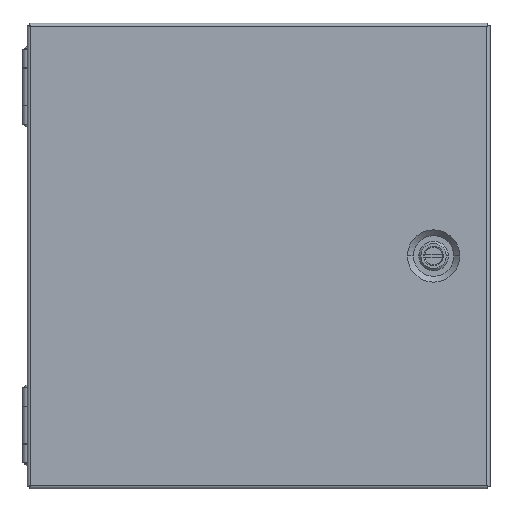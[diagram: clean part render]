
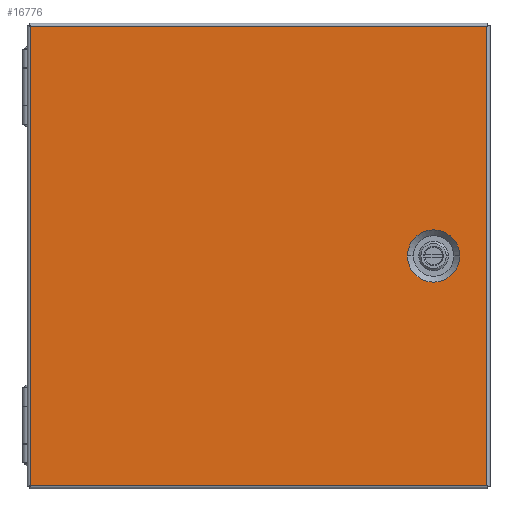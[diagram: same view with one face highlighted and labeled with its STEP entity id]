
A CAD part, top view. The second image highlights one B-rep face of the part: STEP entity #16776.
In plain terms, the highlighted planar face has unit normal (0, 0, 1).
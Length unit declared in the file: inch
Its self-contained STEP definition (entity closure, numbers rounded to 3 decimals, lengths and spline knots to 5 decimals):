
#205 = CARTESIAN_POINT ( 'NONE',  ( 6.0425, 6.1045, 4.118 ) ) ;
#1874 = CIRCLE ( 'NONE', #5874, 0.69489 ) ;
#2107 = DIRECTION ( 'NONE',  ( 1., 0., 0. ) ) ;
#2293 = EDGE_CURVE ( 'NONE', #17202, #13454, #1874, .T. ) ;
#2466 = CARTESIAN_POINT ( 'NONE',  ( 6.0425, -6.1035, 4.118 ) ) ;
#2569 = FACE_OUTER_BOUND ( 'NONE', #17266, .T. ) ;
#3079 = CIRCLE ( 'NONE', #4895, 0.69489 ) ;
#4664 = CARTESIAN_POINT ( 'NONE',  ( -6.0855, 6.1045, 4.118 ) ) ;
#4822 = CARTESIAN_POINT ( 'NONE',  ( 5.32339, 0.0005, 4.118 ) ) ;
#4895 = AXIS2_PLACEMENT_3D ( 'NONE', #8877, #15756, #2107 ) ;
#4999 = LINE ( 'NONE', #11523, #5619 ) ;
#5619 = VECTOR ( 'NONE', #13672, 39.37008 ) ;
#5874 = AXIS2_PLACEMENT_3D ( 'NONE', #6286, #16644, #20036 ) ;
#6286 = CARTESIAN_POINT ( 'NONE',  ( 4.6285, 0.0005, 4.118 ) ) ;
#6372 = ORIENTED_EDGE ( 'NONE', *, *, #20842, .T. ) ;
#7689 = EDGE_CURVE ( 'NONE', #18166, #17196, #10287, .T. ) ;
#8305 = EDGE_LOOP ( 'NONE', ( #21078, #14739 ) ) ;
#8606 = CARTESIAN_POINT ( 'NONE',  ( -6.0855, -6.1035, 4.118 ) ) ;
#8877 = CARTESIAN_POINT ( 'NONE',  ( 4.6285, 0.0005, 4.118 ) ) ;
#9391 = DIRECTION ( 'NONE',  ( 1., 0., 0. ) ) ;
#10287 = LINE ( 'NONE', #8606, #13139 ) ;
#10612 = AXIS2_PLACEMENT_3D ( 'NONE', #2466, #11239, #19818 ) ;
#11239 = DIRECTION ( 'NONE',  ( 0., 0., 1. ) ) ;
#11523 = CARTESIAN_POINT ( 'NONE',  ( 6.0425, 6.1045, 4.118 ) ) ;
#11918 = VERTEX_POINT ( 'NONE', #15668 ) ;
#12166 = VECTOR ( 'NONE', #9391, 39.37008 ) ;
#12563 = LINE ( 'NONE', #17857, #12166 ) ;
#12840 = EDGE_CURVE ( 'NONE', #11918, #18680, #16038, .T. ) ;
#13011 = ORIENTED_EDGE ( 'NONE', *, *, #15504, .T. ) ;
#13139 = VECTOR ( 'NONE', #14010, 39.37008 ) ;
#13454 = VERTEX_POINT ( 'NONE', #14158 ) ;
#13672 = DIRECTION ( 'NONE',  ( -1., 0., 0. ) ) ;
#14010 = DIRECTION ( 'NONE',  ( 0., -1., 0. ) ) ;
#14158 = CARTESIAN_POINT ( 'NONE',  ( 3.93361, 0.0005, 4.118 ) ) ;
#14343 = CARTESIAN_POINT ( 'NONE',  ( 6.0425, -6.1035, 4.118 ) ) ;
#14739 = ORIENTED_EDGE ( 'NONE', *, *, #16025, .T. ) ;
#15504 = EDGE_CURVE ( 'NONE', #18680, #18166, #4999, .T. ) ;
#15668 = CARTESIAN_POINT ( 'NONE',  ( 6.0425, -6.1035, 4.118 ) ) ;
#15756 = DIRECTION ( 'NONE',  ( 0., 0., -1. ) ) ;
#16025 = EDGE_CURVE ( 'NONE', #13454, #17202, #3079, .T. ) ;
#16038 = LINE ( 'NONE', #14343, #18542 ) ;
#16325 = PLANE ( 'NONE',  #10612 ) ;
#16644 = DIRECTION ( 'NONE',  ( 0., 0., -1. ) ) ;
#16744 = ORIENTED_EDGE ( 'NONE', *, *, #12840, .T. ) ;
#16776 = ADVANCED_FACE ( 'NONE', ( #21288, #2569 ), #16325, .T. ) ;
#17196 = VERTEX_POINT ( 'NONE', #18797 ) ;
#17202 = VERTEX_POINT ( 'NONE', #4822 ) ;
#17266 = EDGE_LOOP ( 'NONE', ( #13011, #20257, #6372, #16744 ) ) ;
#17857 = CARTESIAN_POINT ( 'NONE',  ( 6.0425, -6.1035, 4.118 ) ) ;
#18166 = VERTEX_POINT ( 'NONE', #4664 ) ;
#18542 = VECTOR ( 'NONE', #21218, 39.37008 ) ;
#18680 = VERTEX_POINT ( 'NONE', #205 ) ;
#18797 = CARTESIAN_POINT ( 'NONE',  ( -6.0855, -6.1035, 4.118 ) ) ;
#19818 = DIRECTION ( 'NONE',  ( 1., 0., 0. ) ) ;
#20036 = DIRECTION ( 'NONE',  ( 1., 0., 0. ) ) ;
#20257 = ORIENTED_EDGE ( 'NONE', *, *, #7689, .T. ) ;
#20842 = EDGE_CURVE ( 'NONE', #17196, #11918, #12563, .T. ) ;
#21078 = ORIENTED_EDGE ( 'NONE', *, *, #2293, .T. ) ;
#21218 = DIRECTION ( 'NONE',  ( 0., 1., 0. ) ) ;
#21288 = FACE_BOUND ( 'NONE', #8305, .T. ) ;
